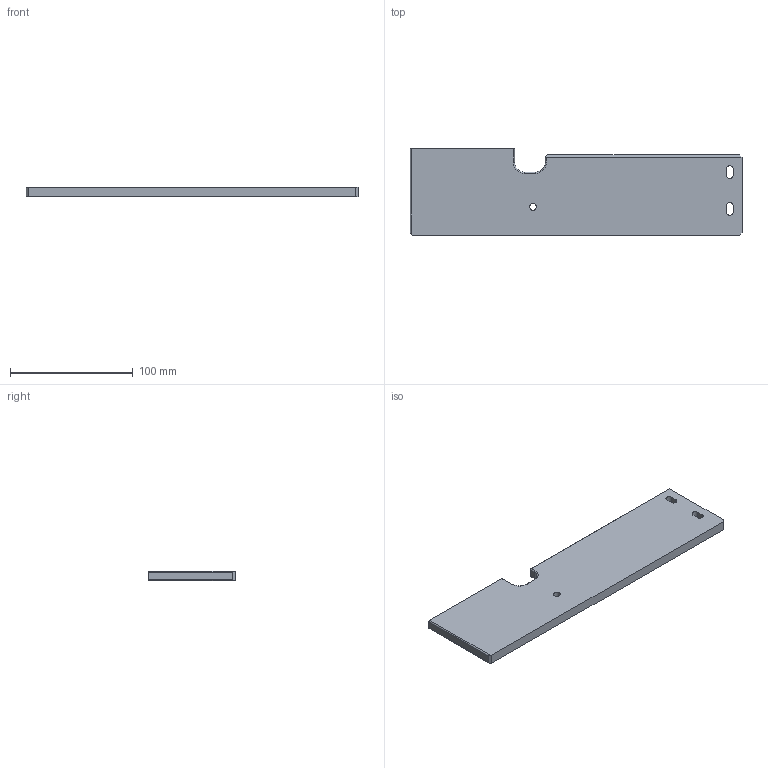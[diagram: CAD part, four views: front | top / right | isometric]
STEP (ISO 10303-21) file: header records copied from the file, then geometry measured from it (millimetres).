
FILE_DESCRIPTION(/* description */ ('Guia Inferior Lona LD - Esp','CAx-IF Rec.Pracs.---Representation and Presentation of Product Manufacturing Information (PMI)---4.0---2014-10-13'),/* implementation_level */ '2;1');
FILE_NAME(/* name */ 'MD03-00-028 - Guia Interno Esteira Initerna LD - Esp.stp',/* time_stamp */ '2025-09-22T12:29:35-04:00',/* author */ ('wandr'),/* organization */ ('ELGIN'),/* preprocessor_version */ 'ST-DEVELOPER v20.1',/* originating_system */ 'Autodesk Inventor 2026',/* authorisation */ '');
FILE_SCHEMA (('AP203_CONFIGURATION_CONTROLLED_3D_DESIGN_OF_MECHANICAL_PARTS_AND_ASSEMBLIES_MIM_LF { 1 0 10303 203 3 1 4 }','AP242_MANAGED_MODEL_BASED_3D_ENGINEERING_MIM_LF { 1 0 10303 442 3 1 4 }','AP242_MANAGED_MODEL_BASED_3D_ENGINEERING_MIM_LF { 1 0 10303 442 2 1 4 }'));
Length unit declared in the file: millimetre
Products named in the file (1): MD03-00-029
Bounding box: 270 x 70.5 x 8 mm (x, y, z)
Volume: 139746.4 mm3; surface area: 41139.8 mm2
Topology: 1 solids, 1 shells, 51 faces, 128 edges, 82 vertices
Faces by surface type: plane 27, cylinder 20, torus 4
Full cylindrical faces by diameter (mm): 5.5 x1, 11 x1
Entity records: 1938 total; most frequent: CARTESIAN_POINT 365, DIRECTION 328, ORIENTED_EDGE 256, EDGE_CURVE 128, AXIS2_PLACEMENT_3D 123, LINE 82, VECTOR 82, VERTEX_POINT 82
